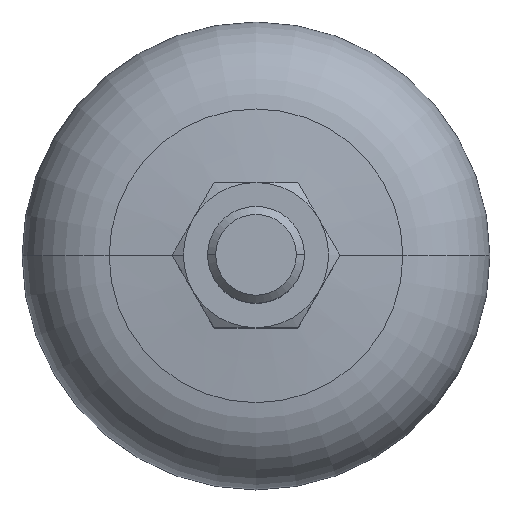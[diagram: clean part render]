
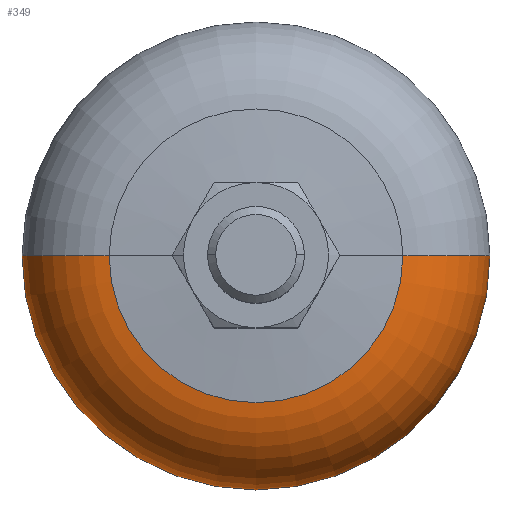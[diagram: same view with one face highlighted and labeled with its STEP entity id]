
A CAD part, top view. The second image highlights one B-rep face of the part: STEP entity #349.
In plain terms, the highlighted toroidal (fillet/blend) face has major radius 17 mm and minor radius 12 mm.
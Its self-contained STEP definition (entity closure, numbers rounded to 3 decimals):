
#23 = ORIENTED_EDGE ( 'NONE', *, *, #2646, .F. ) ;
#27 = DIRECTION ( 'NONE',  ( -1., 0., 0. ) ) ;
#33 = CARTESIAN_POINT ( 'NONE',  ( 17., 0., 5. ) ) ;
#38 = CARTESIAN_POINT ( 'NONE',  ( 0., 0., 5. ) ) ;
#61 = FACE_OUTER_BOUND ( 'NONE', #2102, .T. ) ;
#124 = DIRECTION ( 'NONE',  ( 0., 0., 1. ) ) ;
#321 = CARTESIAN_POINT ( 'NONE',  ( 29., 0., 5. ) ) ;
#349 = ADVANCED_FACE ( 'NONE', ( #61 ), #1398, .T. ) ;
#374 = CIRCLE ( 'NONE', #2424, 18.202 ) ;
#545 = DIRECTION ( 'NONE',  ( 1., 0., 0. ) ) ;
#772 = DIRECTION ( 'NONE',  ( 0., 1., 0. ) ) ;
#799 = AXIS2_PLACEMENT_3D ( 'NONE', #38, #1897, #27 ) ;
#845 = DIRECTION ( 'NONE',  ( 0., -1., 0. ) ) ;
#879 = EDGE_CURVE ( 'NONE', #1462, #1195, #1402, .T. ) ;
#890 = EDGE_CURVE ( 'NONE', #1462, #1260, #2015, .T. ) ;
#896 = AXIS2_PLACEMENT_3D ( 'NONE', #1581, #772, #2019 ) ;
#955 = DIRECTION ( 'NONE',  ( 0., 0., 1. ) ) ;
#956 = ORIENTED_EDGE ( 'NONE', *, *, #879, .F. ) ;
#1044 = CARTESIAN_POINT ( 'NONE',  ( -29., 0., 5. ) ) ;
#1070 = AXIS2_PLACEMENT_3D ( 'NONE', #33, #845, #1205 ) ;
#1195 = VERTEX_POINT ( 'NONE', #1044 ) ;
#1205 = DIRECTION ( 'NONE',  ( 0., 0., -1. ) ) ;
#1260 = VERTEX_POINT ( 'NONE', #2309 ) ;
#1321 = CIRCLE ( 'NONE', #896, 12. ) ;
#1355 = DIRECTION ( 'NONE',  ( -1., 0., 0. ) ) ;
#1398 = TOROIDAL_SURFACE ( 'NONE', #2253, 17., 12. ) ;
#1402 = CIRCLE ( 'NONE', #799, 29. ) ;
#1462 = VERTEX_POINT ( 'NONE', #321 ) ;
#1577 = CARTESIAN_POINT ( 'NONE',  ( 0., 0., 16.94 ) ) ;
#1581 = CARTESIAN_POINT ( 'NONE',  ( -17., 0., 5. ) ) ;
#1878 = VERTEX_POINT ( 'NONE', #2586 ) ;
#1897 = DIRECTION ( 'NONE',  ( 0., 0., -1. ) ) ;
#2015 = CIRCLE ( 'NONE', #1070, 12. ) ;
#2016 = ORIENTED_EDGE ( 'NONE', *, *, #890, .T. ) ;
#2019 = DIRECTION ( 'NONE',  ( -1., 0., 0. ) ) ;
#2102 = EDGE_LOOP ( 'NONE', ( #23, #956, #2016, #2178 ) ) ;
#2149 = CARTESIAN_POINT ( 'NONE',  ( 0., 0., 5. ) ) ;
#2178 = ORIENTED_EDGE ( 'NONE', *, *, #2526, .F. ) ;
#2253 = AXIS2_PLACEMENT_3D ( 'NONE', #2149, #124, #545 ) ;
#2309 = CARTESIAN_POINT ( 'NONE',  ( 18.202, 0., 16.94 ) ) ;
#2424 = AXIS2_PLACEMENT_3D ( 'NONE', #1577, #955, #1355 ) ;
#2526 = EDGE_CURVE ( 'NONE', #1878, #1260, #374, .T. ) ;
#2586 = CARTESIAN_POINT ( 'NONE',  ( -18.202, 0., 16.94 ) ) ;
#2646 = EDGE_CURVE ( 'NONE', #1195, #1878, #1321, .T. ) ;
